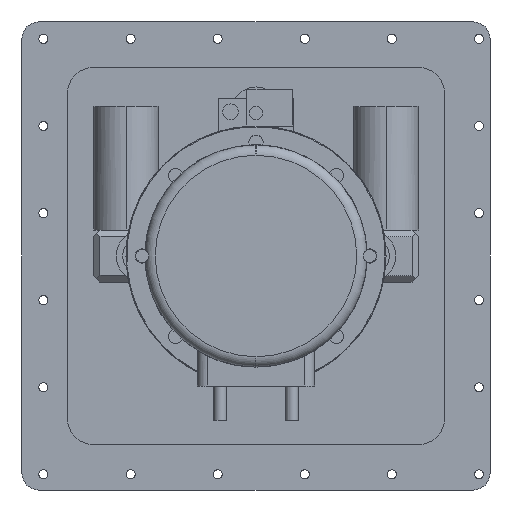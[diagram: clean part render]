
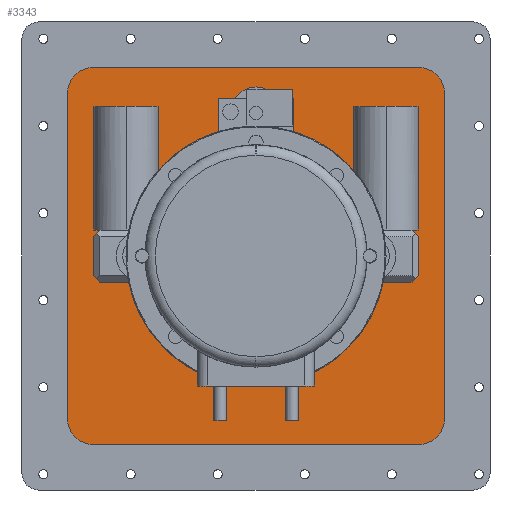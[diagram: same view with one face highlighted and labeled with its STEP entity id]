
A CAD part, left-side view. The second image highlights one B-rep face of the part: STEP entity #3343.
In plain terms, the highlighted planar face has unit normal (-1, 0, 0).
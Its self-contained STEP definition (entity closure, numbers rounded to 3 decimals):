
#3025=CARTESIAN_POINT('Axis2P3D Location',(-135.,-125.,-125.)) ;
#3029=CARTESIAN_POINT('Vertex',(-135.,-145.,-125.)) ;
#3031=CARTESIAN_POINT('Vertex',(-135.,-125.,-145.)) ;
#3056=CARTESIAN_POINT('Line Origine',(-135.,0.,-145.)) ;
#3060=CARTESIAN_POINT('Vertex',(-135.,125.,-145.)) ;
#3080=CARTESIAN_POINT('Axis2P3D Location',(-135.,125.,-125.)) ;
#3084=CARTESIAN_POINT('Vertex',(-135.,145.,-125.)) ;
#3104=CARTESIAN_POINT('Line Origine',(-135.,145.,0.)) ;
#3108=CARTESIAN_POINT('Vertex',(-135.,145.,125.)) ;
#3128=CARTESIAN_POINT('Axis2P3D Location',(-135.,125.,125.)) ;
#3132=CARTESIAN_POINT('Vertex',(-135.,125.,145.)) ;
#3156=CARTESIAN_POINT('Vertex',(-135.,-125.,145.)) ;
#3159=CARTESIAN_POINT('Line Origine',(-135.,0.,145.)) ;
#3176=CARTESIAN_POINT('Axis2P3D Location',(-135.,-125.,125.)) ;
#3180=CARTESIAN_POINT('Vertex',(-135.,-145.,125.)) ;
#3200=CARTESIAN_POINT('Line Origine',(-135.,-145.,0.)) ;
#3212=CARTESIAN_POINT('Axis2P3D Location',(-135.,0.,0.)) ;
#3227=CARTESIAN_POINT('Line Origine',(-135.,-122.5,17.5)) ;
#3231=CARTESIAN_POINT('Vertex',(-135.,-125.,15.)) ;
#3233=CARTESIAN_POINT('Vertex',(-135.,-120.,20.)) ;
#3236=CARTESIAN_POINT('Line Origine',(-135.,-125.,0.)) ;
#3240=CARTESIAN_POINT('Vertex',(-135.,-125.,-15.)) ;
#3243=CARTESIAN_POINT('Line Origine',(-135.,-122.5,-17.5)) ;
#3247=CARTESIAN_POINT('Vertex',(-135.,-120.,-20.)) ;
#3250=CARTESIAN_POINT('Line Origine',(-135.,-96.142,-20.)) ;
#3254=CARTESIAN_POINT('Vertex',(-135.,-72.284,-20.)) ;
#3257=CARTESIAN_POINT('Axis2P3D Location',(-135.,0.,0.)) ;
#3261=CARTESIAN_POINT('Vertex',(-135.,72.284,-20.)) ;
#3264=CARTESIAN_POINT('Line Origine',(-135.,96.142,-20.)) ;
#3268=CARTESIAN_POINT('Vertex',(-135.,120.,-20.)) ;
#3271=CARTESIAN_POINT('Line Origine',(-135.,122.5,-17.5)) ;
#3275=CARTESIAN_POINT('Vertex',(-135.,125.,-15.)) ;
#3278=CARTESIAN_POINT('Line Origine',(-135.,125.,0.)) ;
#3282=CARTESIAN_POINT('Vertex',(-135.,125.,15.)) ;
#3285=CARTESIAN_POINT('Line Origine',(-135.,122.5,17.5)) ;
#3289=CARTESIAN_POINT('Vertex',(-135.,120.,20.)) ;
#3292=CARTESIAN_POINT('Line Origine',(-135.,96.142,20.)) ;
#3296=CARTESIAN_POINT('Vertex',(-135.,72.284,20.)) ;
#3299=CARTESIAN_POINT('Axis2P3D Location',(-135.,0.,0.)) ;
#3303=CARTESIAN_POINT('Vertex',(-135.,-72.284,20.)) ;
#3306=CARTESIAN_POINT('Line Origine',(-135.,-96.142,20.)) ;
#3325=CARTESIAN_POINT('Axis2P3D Location',(-135.,0.,-110.)) ;
#3329=CARTESIAN_POINT('Vertex',(-135.,20.,-110.)) ;
#3331=CARTESIAN_POINT('Vertex',(-135.,-20.,-110.)) ;
#3334=CARTESIAN_POINT('Axis2P3D Location',(-135.,0.,-110.)) ;
#3026=DIRECTION('Axis2P3D Direction',(-1.,0.,0.)) ;
#3057=DIRECTION('Vector Direction',(0.,1.,0.)) ;
#3081=DIRECTION('Axis2P3D Direction',(-1.,0.,0.)) ;
#3105=DIRECTION('Vector Direction',(0.,0.,-1.)) ;
#3129=DIRECTION('Axis2P3D Direction',(-1.,0.,0.)) ;
#3160=DIRECTION('Vector Direction',(0.,-1.,0.)) ;
#3177=DIRECTION('Axis2P3D Direction',(-1.,-0.,0.)) ;
#3201=DIRECTION('Vector Direction',(0.,0.,1.)) ;
#3213=DIRECTION('Axis2P3D Direction',(-1.,0.,0.)) ;
#3214=DIRECTION('Axis2P3D XDirection',(0.,1.,0.)) ;
#3228=DIRECTION('Vector Direction',(0.,0.707,0.707)) ;
#3237=DIRECTION('Vector Direction',(0.,0.,1.)) ;
#3244=DIRECTION('Vector Direction',(0.,0.707,-0.707)) ;
#3251=DIRECTION('Vector Direction',(0.,1.,0.)) ;
#3258=DIRECTION('Axis2P3D Direction',(-1.,0.,0.)) ;
#3265=DIRECTION('Vector Direction',(0.,1.,0.)) ;
#3272=DIRECTION('Vector Direction',(0.,-0.707,-0.707)) ;
#3279=DIRECTION('Vector Direction',(0.,0.,-1.)) ;
#3286=DIRECTION('Vector Direction',(0.,-0.707,0.707)) ;
#3293=DIRECTION('Vector Direction',(0.,-1.,0.)) ;
#3300=DIRECTION('Axis2P3D Direction',(-1.,0.,0.)) ;
#3307=DIRECTION('Vector Direction',(0.,-1.,0.)) ;
#3326=DIRECTION('Axis2P3D Direction',(-1.,0.,0.)) ;
#3335=DIRECTION('Axis2P3D Direction',(-1.,0.,0.)) ;
#3027=AXIS2_PLACEMENT_3D('Circle Axis2P3D',#3025,#3026,$) ;
#3082=AXIS2_PLACEMENT_3D('Circle Axis2P3D',#3080,#3081,$) ;
#3130=AXIS2_PLACEMENT_3D('Circle Axis2P3D',#3128,#3129,$) ;
#3178=AXIS2_PLACEMENT_3D('Circle Axis2P3D',#3176,#3177,$) ;
#3215=AXIS2_PLACEMENT_3D('Plane Axis2P3D',#3212,#3213,#3214) ;
#3259=AXIS2_PLACEMENT_3D('Circle Axis2P3D',#3257,#3258,$) ;
#3301=AXIS2_PLACEMENT_3D('Circle Axis2P3D',#3299,#3300,$) ;
#3327=AXIS2_PLACEMENT_3D('Circle Axis2P3D',#3325,#3326,$) ;
#3336=AXIS2_PLACEMENT_3D('Circle Axis2P3D',#3334,#3335,$) ;
#3218=ORIENTED_EDGE('',*,*,#3204,.T.) ;
#3219=ORIENTED_EDGE('',*,*,#3182,.F.) ;
#3220=ORIENTED_EDGE('',*,*,#3163,.T.) ;
#3221=ORIENTED_EDGE('',*,*,#3134,.F.) ;
#3222=ORIENTED_EDGE('',*,*,#3110,.T.) ;
#3223=ORIENTED_EDGE('',*,*,#3086,.F.) ;
#3224=ORIENTED_EDGE('',*,*,#3062,.T.) ;
#3225=ORIENTED_EDGE('',*,*,#3033,.F.) ;
#3312=ORIENTED_EDGE('',*,*,#3235,.F.) ;
#3313=ORIENTED_EDGE('',*,*,#3242,.F.) ;
#3314=ORIENTED_EDGE('',*,*,#3249,.F.) ;
#3315=ORIENTED_EDGE('',*,*,#3256,.F.) ;
#3316=ORIENTED_EDGE('',*,*,#3263,.F.) ;
#3317=ORIENTED_EDGE('',*,*,#3270,.F.) ;
#3318=ORIENTED_EDGE('',*,*,#3277,.F.) ;
#3319=ORIENTED_EDGE('',*,*,#3284,.F.) ;
#3320=ORIENTED_EDGE('',*,*,#3291,.F.) ;
#3321=ORIENTED_EDGE('',*,*,#3298,.F.) ;
#3322=ORIENTED_EDGE('',*,*,#3305,.F.) ;
#3323=ORIENTED_EDGE('',*,*,#3310,.F.) ;
#3340=ORIENTED_EDGE('',*,*,#3333,.F.) ;
#3341=ORIENTED_EDGE('',*,*,#3338,.F.) ;
#3324=FACE_BOUND('',#3311,.T.) ;
#3342=FACE_BOUND('',#3339,.T.) ;
#3058=VECTOR('Line Direction',#3057,1.) ;
#3106=VECTOR('Line Direction',#3105,1.) ;
#3161=VECTOR('Line Direction',#3160,1.) ;
#3202=VECTOR('Line Direction',#3201,1.) ;
#3229=VECTOR('Line Direction',#3228,1.) ;
#3238=VECTOR('Line Direction',#3237,1.) ;
#3245=VECTOR('Line Direction',#3244,1.) ;
#3252=VECTOR('Line Direction',#3251,1.) ;
#3266=VECTOR('Line Direction',#3265,1.) ;
#3273=VECTOR('Line Direction',#3272,1.) ;
#3280=VECTOR('Line Direction',#3279,1.) ;
#3287=VECTOR('Line Direction',#3286,1.) ;
#3294=VECTOR('Line Direction',#3293,1.) ;
#3308=VECTOR('Line Direction',#3307,1.) ;
#3343=ADVANCED_FACE('Part1.1.1\\PartBody',(#3226,#3324,#3342),#3216,.T.) ;
#3028=CIRCLE('generated circle',#3027,20.) ;
#3083=CIRCLE('generated circle',#3082,20.) ;
#3131=CIRCLE('generated circle',#3130,20.) ;
#3179=CIRCLE('generated circle',#3178,20.) ;
#3260=CIRCLE('generated circle',#3259,75.) ;
#3302=CIRCLE('generated circle',#3301,75.) ;
#3328=CIRCLE('generated circle',#3327,20.) ;
#3337=CIRCLE('generated circle',#3336,20.) ;
#3033=EDGE_CURVE('',#3030,#3032,#3028,.F.) ;
#3062=EDGE_CURVE('',#3061,#3032,#3059,.F.) ;
#3086=EDGE_CURVE('',#3061,#3085,#3083,.F.) ;
#3110=EDGE_CURVE('',#3109,#3085,#3107,.T.) ;
#3134=EDGE_CURVE('',#3109,#3133,#3131,.F.) ;
#3163=EDGE_CURVE('',#3157,#3133,#3162,.F.) ;
#3182=EDGE_CURVE('',#3157,#3181,#3179,.F.) ;
#3204=EDGE_CURVE('',#3030,#3181,#3203,.T.) ;
#3235=EDGE_CURVE('',#3232,#3234,#3230,.T.) ;
#3242=EDGE_CURVE('',#3241,#3232,#3239,.T.) ;
#3249=EDGE_CURVE('',#3248,#3241,#3246,.F.) ;
#3256=EDGE_CURVE('',#3255,#3248,#3253,.F.) ;
#3263=EDGE_CURVE('',#3262,#3255,#3260,.T.) ;
#3270=EDGE_CURVE('',#3269,#3262,#3267,.F.) ;
#3277=EDGE_CURVE('',#3276,#3269,#3274,.T.) ;
#3284=EDGE_CURVE('',#3283,#3276,#3281,.T.) ;
#3291=EDGE_CURVE('',#3290,#3283,#3288,.F.) ;
#3298=EDGE_CURVE('',#3297,#3290,#3295,.F.) ;
#3305=EDGE_CURVE('',#3304,#3297,#3302,.T.) ;
#3310=EDGE_CURVE('',#3234,#3304,#3309,.F.) ;
#3333=EDGE_CURVE('',#3330,#3332,#3328,.T.) ;
#3338=EDGE_CURVE('',#3332,#3330,#3337,.T.) ;
#3217=EDGE_LOOP('',(#3218,#3219,#3220,#3221,#3222,#3223,#3224,#3225)) ;
#3311=EDGE_LOOP('',(#3312,#3313,#3314,#3315,#3316,#3317,#3318,#3319,#3320,#3321,#3322,#3323)) ;
#3339=EDGE_LOOP('',(#3340,#3341)) ;
#3226=FACE_OUTER_BOUND('',#3217,.T.) ;
#3059=LINE('Line',#3056,#3058) ;
#3107=LINE('Line',#3104,#3106) ;
#3162=LINE('Line',#3159,#3161) ;
#3203=LINE('Line',#3200,#3202) ;
#3230=LINE('Line',#3227,#3229) ;
#3239=LINE('Line',#3236,#3238) ;
#3246=LINE('Line',#3243,#3245) ;
#3253=LINE('Line',#3250,#3252) ;
#3267=LINE('Line',#3264,#3266) ;
#3274=LINE('Line',#3271,#3273) ;
#3281=LINE('Line',#3278,#3280) ;
#3288=LINE('Line',#3285,#3287) ;
#3295=LINE('Line',#3292,#3294) ;
#3309=LINE('Line',#3306,#3308) ;
#3216=PLANE('',#3215) ;
#3030=VERTEX_POINT('',#3029) ;
#3032=VERTEX_POINT('',#3031) ;
#3061=VERTEX_POINT('',#3060) ;
#3085=VERTEX_POINT('',#3084) ;
#3109=VERTEX_POINT('',#3108) ;
#3133=VERTEX_POINT('',#3132) ;
#3157=VERTEX_POINT('',#3156) ;
#3181=VERTEX_POINT('',#3180) ;
#3232=VERTEX_POINT('',#3231) ;
#3234=VERTEX_POINT('',#3233) ;
#3241=VERTEX_POINT('',#3240) ;
#3248=VERTEX_POINT('',#3247) ;
#3255=VERTEX_POINT('',#3254) ;
#3262=VERTEX_POINT('',#3261) ;
#3269=VERTEX_POINT('',#3268) ;
#3276=VERTEX_POINT('',#3275) ;
#3283=VERTEX_POINT('',#3282) ;
#3290=VERTEX_POINT('',#3289) ;
#3297=VERTEX_POINT('',#3296) ;
#3304=VERTEX_POINT('',#3303) ;
#3330=VERTEX_POINT('',#3329) ;
#3332=VERTEX_POINT('',#3331) ;
